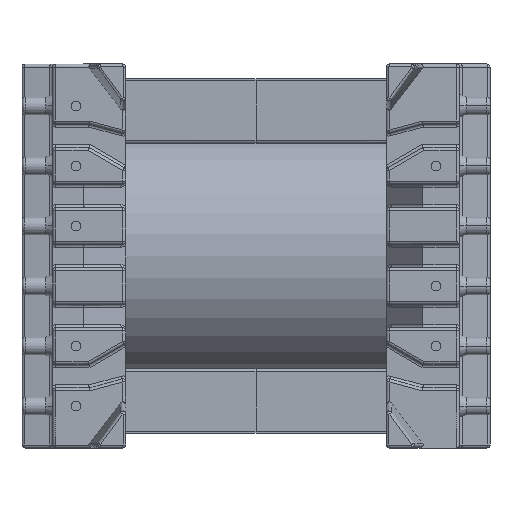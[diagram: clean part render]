
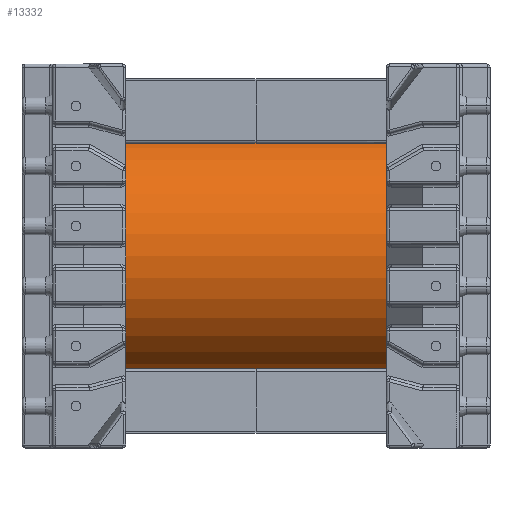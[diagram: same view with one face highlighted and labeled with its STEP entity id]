
A CAD part, front view. The second image highlights one B-rep face of the part: STEP entity #13332.
In plain terms, the highlighted cylindrical face has radius 10.4 mm (diameter 20.8 mm), a partial arc.
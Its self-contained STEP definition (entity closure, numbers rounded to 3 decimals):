
#210 = DIRECTION ( 'NONE',  ( 0., 0., 1. ) ) ;
#677 = VECTOR ( 'NONE', #7975, 1000. ) ;
#1242 = CIRCLE ( 'NONE', #6845, 10.4 ) ;
#2118 = DIRECTION ( 'NONE',  ( 1., 0., 0. ) ) ;
#2456 = AXIS2_PLACEMENT_3D ( 'NONE', #3434, #8528, #2118 ) ;
#2877 = CARTESIAN_POINT ( 'NONE',  ( 0., 0., -21.7 ) ) ;
#3434 = CARTESIAN_POINT ( 'NONE',  ( 0., 0., -21.7 ) ) ;
#3705 = EDGE_CURVE ( 'NONE', #6896, #7307, #11637, .T. ) ;
#4426 = ORIENTED_EDGE ( 'NONE', *, *, #3705, .F. ) ;
#5061 = ORIENTED_EDGE ( 'NONE', *, *, #6251, .T. ) ;
#5104 = FACE_OUTER_BOUND ( 'NONE', #8529, .T. ) ;
#5217 = VERTEX_POINT ( 'NONE', #7684 ) ;
#6251 = EDGE_CURVE ( 'NONE', #15849, #5217, #1242, .T. ) ;
#6845 = AXIS2_PLACEMENT_3D ( 'NONE', #2877, #210, #13349 ) ;
#6896 = VERTEX_POINT ( 'NONE', #14352 ) ;
#7149 = AXIS2_PLACEMENT_3D ( 'NONE', #16444, #8722, #10000 ) ;
#7307 = VERTEX_POINT ( 'NONE', #16305 ) ;
#7330 = LINE ( 'NONE', #13266, #677 ) ;
#7471 = VECTOR ( 'NONE', #15832, 1000. ) ;
#7684 = CARTESIAN_POINT ( 'NONE',  ( 10.4, 0., -21.7 ) ) ;
#7788 = ORIENTED_EDGE ( 'NONE', *, *, #13162, .T. ) ;
#7975 = DIRECTION ( 'NONE',  ( 0., 0., 1. ) ) ;
#8528 = DIRECTION ( 'NONE',  ( 0., 0., 1. ) ) ;
#8529 = EDGE_LOOP ( 'NONE', ( #15372, #5061, #7788, #4426 ) ) ;
#8722 = DIRECTION ( 'NONE',  ( 0., 0., 1. ) ) ;
#9276 = CARTESIAN_POINT ( 'NONE',  ( -10.4, 0., -21.7 ) ) ;
#9960 = CYLINDRICAL_SURFACE ( 'NONE', #2456, 10.4 ) ;
#10000 = DIRECTION ( 'NONE',  ( 1., 0., 0. ) ) ;
#10904 = LINE ( 'NONE', #9276, #7471 ) ;
#11029 = CARTESIAN_POINT ( 'NONE',  ( -10.4, 0., -21.7 ) ) ;
#11637 = CIRCLE ( 'NONE', #7149, 10.4 ) ;
#13162 = EDGE_CURVE ( 'NONE', #5217, #7307, #7330, .T. ) ;
#13266 = CARTESIAN_POINT ( 'NONE',  ( 10.4, 0., -21.7 ) ) ;
#13332 = ADVANCED_FACE ( 'NONE', ( #5104 ), #9960, .T. ) ;
#13349 = DIRECTION ( 'NONE',  ( 1., 0., 0. ) ) ;
#14352 = CARTESIAN_POINT ( 'NONE',  ( -10.4, 0., 0. ) ) ;
#14981 = EDGE_CURVE ( 'NONE', #15849, #6896, #10904, .T. ) ;
#15372 = ORIENTED_EDGE ( 'NONE', *, *, #14981, .F. ) ;
#15832 = DIRECTION ( 'NONE',  ( 0., 0., 1. ) ) ;
#15849 = VERTEX_POINT ( 'NONE', #11029 ) ;
#16305 = CARTESIAN_POINT ( 'NONE',  ( 10.4, 0., 0. ) ) ;
#16444 = CARTESIAN_POINT ( 'NONE',  ( 0., 0., 0. ) ) ;
